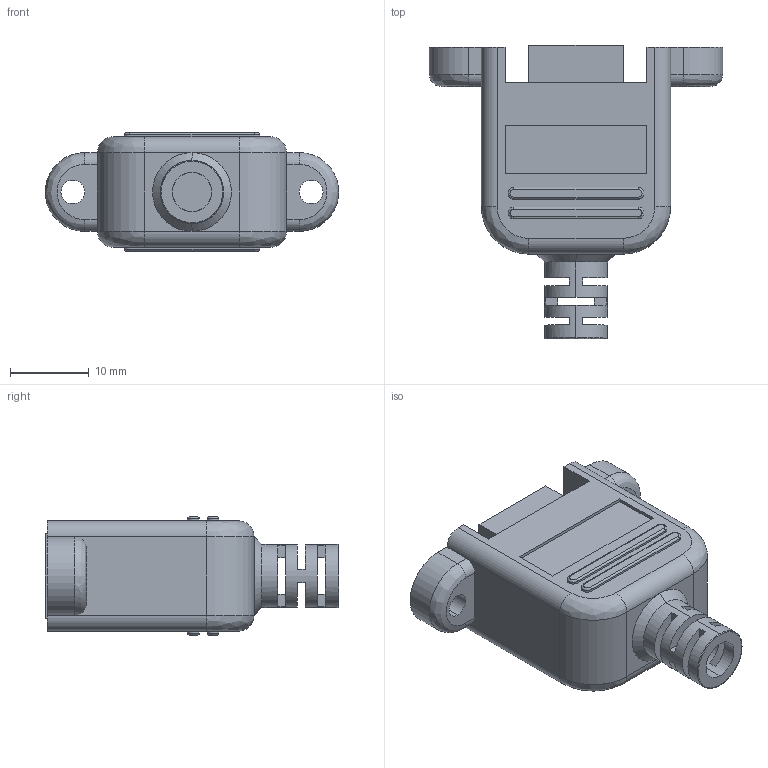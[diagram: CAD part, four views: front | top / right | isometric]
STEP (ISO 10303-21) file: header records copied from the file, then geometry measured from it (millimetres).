
FILE_DESCRIPTION (( 'STEP AP214' ), '1' );
FILE_NAME ('USBFIREWIRE.COM-USB Panel Mount Series B-DEFAULT.STEP', '2012-02-25T17:16:55', ( 'sysAdmin' ), ( 'SolidWorks' ), 'SwSTEP 2.0', 'SolidWorks 2012', '' );
FILE_SCHEMA (( 'AUTOMOTIVE_DESIGN' ));
Length unit declared in the file: inch
Products named in the file (1): USBFIREWIRE.COM-USB Panel Mount Series B-DEFAULT
Bounding box: 37.25 x 37.25 x 15 mm (x, y, z)
Volume: 8265.2 mm3; surface area: 4063.1 mm2
Topology: 1 solids, 1 shells, 235 faces, 635 edges, 400 vertices
Faces by surface type: plane 126, cylinder 85, bspline 16, cone 8
Entity records: 7893 total; most frequent: CARTESIAN_POINT 1832, DIRECTION 1272, ORIENTED_EDGE 1270, EDGE_CURVE 635, AXIS2_PLACEMENT_3D 434, LINE 404, VECTOR 404, VERTEX_POINT 400
